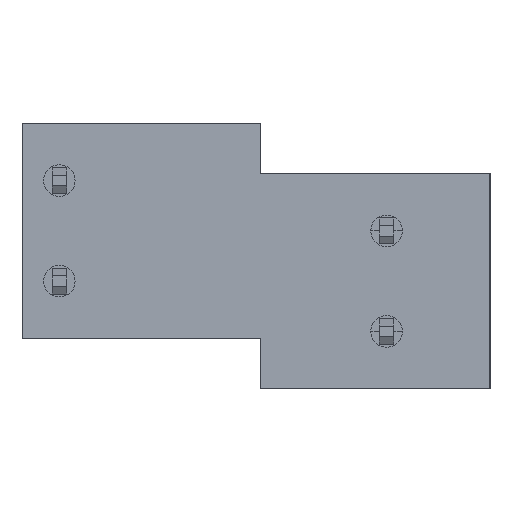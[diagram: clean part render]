
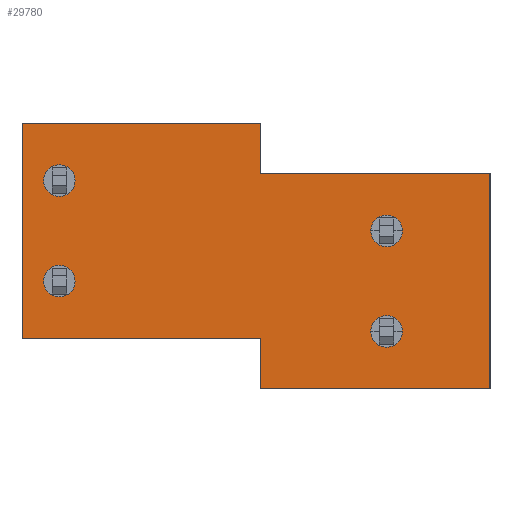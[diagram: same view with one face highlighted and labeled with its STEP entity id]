
A CAD part, front view. The second image highlights one B-rep face of the part: STEP entity #29780.
In plain terms, the highlighted planar face has unit normal (0, -1, 0).
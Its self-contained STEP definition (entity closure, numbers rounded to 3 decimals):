
#4890=CARTESIAN_POINT('',(-35.855,20.821
   ,0.));
#4900=VERTEX_POINT('',#4890);
#5410=CARTESIAN_POINT('',(-27.855,20.821
   ,0.));
#5420=VERTEX_POINT('',#5410);
#5450=CARTESIAN_POINT('',(0.,20.821,
   0.));
#5460=DIRECTION('',(-1.,0.,
   0.));
#5470=VECTOR('',#5460,1.);
#5480=LINE('',#5450,#5470);
#5490=EDGE_CURVE('',#5420,#4900,#5480,.T.);
#28010=CARTESIAN_POINT('',(-35.855,
   20.821,0.));
#28020=DIRECTION('',(0.,0.,
   1.));
#28030=VECTOR('',#28020,1.);
#28040=LINE('',#28010,#28030);
#28050=CARTESIAN_POINT('',(-35.855,
   20.821,1.75));
#28060=VERTEX_POINT('',#28050);
#28070=EDGE_CURVE('',#4900,#28060,#28040,.T.);
#28430=CARTESIAN_POINT('',(-42.305,
   20.821,-0.25));
#28440=VERTEX_POINT('',#28430);
#28520=CARTESIAN_POINT('',(-43.405,
   20.821,-0.25));
#28530=VERTEX_POINT('',#28520);
#28560=CARTESIAN_POINT('',(-42.855,
   20.821,-0.25));
#28570=DIRECTION('',(0.,-1.,
   0.));
#28580=DIRECTION('',(-1.,0.,
   0.));
#28590=AXIS2_PLACEMENT_3D('',#28560,#28570,#28580);
#28600=CIRCLE('',#28590,0.55);
#28610=EDGE_CURVE('',#28440,#28530,#28600,.T.);
#28730=CARTESIAN_POINT('',(-37.855,
   20.821,-5.55));
#28740=DIRECTION('',(0.,-1.,
   0.));
#28750=DIRECTION('',(-1.,0.,
   0.));
#28760=AXIS2_PLACEMENT_3D('',#28730,#28740,#28750);
#28770=PLANE('',#28760);
#28780=CARTESIAN_POINT('',(0.,20.821
   ,1.75));
#28790=DIRECTION('',(1.,0.,
   0.));
#28800=VECTOR('',#28790,1.);
#28810=LINE('',#28780,#28800);
#28820=CARTESIAN_POINT('',(-44.155,
   20.821,1.75));
#28830=VERTEX_POINT('',#28820);
#28840=EDGE_CURVE('',#28830,#28060,#28810,.T.);
#28850=ORIENTED_EDGE('',*,*,#28840,.F.);
#28860=ORIENTED_EDGE('',*,*,#28070,.T.);
#28870=ORIENTED_EDGE('',*,*,#5490,.T.);
#28880=CARTESIAN_POINT('',(-27.855,
   20.821,0.));
#28890=DIRECTION('',(0.,0.,
   -1.));
#28900=VECTOR('',#28890,1.);
#28910=LINE('',#28880,#28900);
#28920=CARTESIAN_POINT('',(-27.855,
   20.821,-7.5));
#28930=VERTEX_POINT('',#28920);
#28940=EDGE_CURVE('',#5420,#28930,#28910,.T.);
#28950=ORIENTED_EDGE('',*,*,#28940,.F.);
#28960=CARTESIAN_POINT('',(0.,20.821
   ,-7.5));
#28970=DIRECTION('',(-1.,0.,
   0.));
#28980=VECTOR('',#28970,1.);
#28990=LINE('',#28960,#28980);
#29000=CARTESIAN_POINT('',(-35.855,
   20.821,-7.5));
#29010=VERTEX_POINT('',#29000);
#29020=EDGE_CURVE('',#28930,#29010,#28990,.T.);
#29030=ORIENTED_EDGE('',*,*,#29020,.F.);
#29040=CARTESIAN_POINT('',(-35.855,
   20.821,0.));
#29050=DIRECTION('',(0.,0.,
   -1.));
#29060=VECTOR('',#29050,1.);
#29070=LINE('',#29040,#29060);
#29080=CARTESIAN_POINT('',(-35.855,
   20.821,-5.75));
#29090=VERTEX_POINT('',#29080);
#29100=EDGE_CURVE('',#29090,#29010,#29070,.T.);
#29110=ORIENTED_EDGE('',*,*,#29100,.T.);
#29120=CARTESIAN_POINT('',(0.,20.821
   ,-5.75));
#29130=DIRECTION('',(1.,0.,
   0.));
#29140=VECTOR('',#29130,1.);
#29150=LINE('',#29120,#29140);
#29160=CARTESIAN_POINT('',(-44.155,
   20.821,-5.75));
#29170=VERTEX_POINT('',#29160);
#29180=EDGE_CURVE('',#29170,#29090,#29150,.T.);
#29190=ORIENTED_EDGE('',*,*,#29180,.T.);
#29200=CARTESIAN_POINT('',(-44.155,
   20.821,0.));
#29210=DIRECTION('',(0.,0.,
   1.));
#29220=VECTOR('',#29210,1.);
#29230=LINE('',#29200,#29220);
#29240=EDGE_CURVE('',#29170,#28830,#29230,.T.);
#29250=ORIENTED_EDGE('',*,*,#29240,.F.);
#29260=EDGE_LOOP('',(#29250,#29190,#29110,#29030,#28950,#28870,#28860,
   #28850));
#29270=FACE_OUTER_BOUND('',#29260,.T.);
#29280=CARTESIAN_POINT('',(-31.455,
   20.821,-5.5));
#29290=DIRECTION('',(0.,-1.,
   0.));
#29300=DIRECTION('',(-1.,0.,
   0.));
#29310=AXIS2_PLACEMENT_3D('',#29280,#29290,#29300);
#29320=CIRCLE('',#29310,0.55);
#29330=CARTESIAN_POINT('',(-32.005,
   20.821,-5.5));
#29340=VERTEX_POINT('',#29330);
#29350=CARTESIAN_POINT('',(-30.905,
   20.821,-5.5));
#29360=VERTEX_POINT('',#29350);
#29370=EDGE_CURVE('',#29340,#29360,#29320,.T.);
#29380=ORIENTED_EDGE('',*,*,#29370,.F.);
#29390=EDGE_CURVE('',#29360,#29340,#29320,.T.);
#29400=ORIENTED_EDGE('',*,*,#29390,.F.);
#29410=EDGE_LOOP('',(#29400,#29380));
#29420=FACE_BOUND('',#29410,.T.);
#29430=CARTESIAN_POINT('',(-31.455,
   20.821,-2.));
#29440=DIRECTION('',(0.,-1.,
   0.));
#29450=DIRECTION('',(-1.,0.,
   0.));
#29460=AXIS2_PLACEMENT_3D('',#29430,#29440,#29450);
#29470=CIRCLE('',#29460,0.55);
#29480=CARTESIAN_POINT('',(-30.905,
   20.821,-2.));
#29490=VERTEX_POINT('',#29480);
#29500=CARTESIAN_POINT('',(-32.005,
   20.821,-2.));
#29510=VERTEX_POINT('',#29500);
#29520=EDGE_CURVE('',#29490,#29510,#29470,.T.);
#29530=ORIENTED_EDGE('',*,*,#29520,.F.);
#29540=EDGE_CURVE('',#29510,#29490,#29470,.T.);
#29550=ORIENTED_EDGE('',*,*,#29540,.F.);
#29560=EDGE_LOOP('',(#29550,#29530));
#29570=FACE_BOUND('',#29560,.T.);
#29580=CARTESIAN_POINT('',(-42.855,
   20.821,-3.75));
#29590=DIRECTION('',(0.,-1.,
   0.));
#29600=DIRECTION('',(-1.,0.,
   0.));
#29610=AXIS2_PLACEMENT_3D('',#29580,#29590,#29600);
#29620=CIRCLE('',#29610,0.55);
#29630=CARTESIAN_POINT('',(-43.405,
   20.821,-3.75));
#29640=VERTEX_POINT('',#29630);
#29650=CARTESIAN_POINT('',(-42.305,
   20.821,-3.75));
#29660=VERTEX_POINT('',#29650);
#29670=EDGE_CURVE('',#29640,#29660,#29620,.T.);
#29680=ORIENTED_EDGE('',*,*,#29670,.F.);
#29690=EDGE_CURVE('',#29660,#29640,#29620,.T.);
#29700=ORIENTED_EDGE('',*,*,#29690,.F.);
#29710=EDGE_LOOP('',(#29700,#29680));
#29720=FACE_BOUND('',#29710,.T.);
#29730=EDGE_CURVE('',#28530,#28440,#28600,.T.);
#29740=ORIENTED_EDGE('',*,*,#29730,.F.);
#29750=ORIENTED_EDGE('',*,*,#28610,.F.);
#29760=EDGE_LOOP('',(#29750,#29740));
#29770=FACE_BOUND('',#29760,.T.);
#29780=ADVANCED_FACE('',(#29270,#29420,#29570,#29720,#29770),#28770,.T.)
   ;
